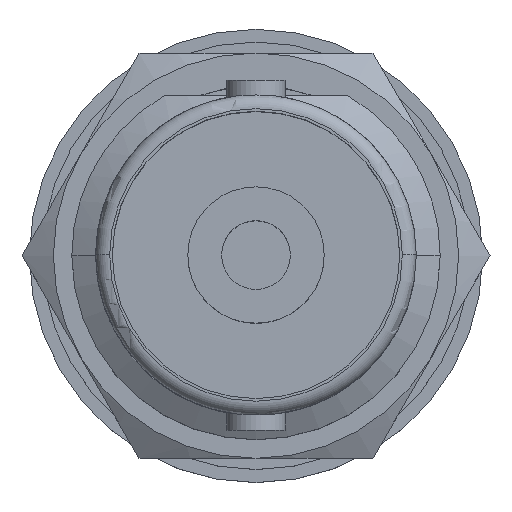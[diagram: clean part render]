
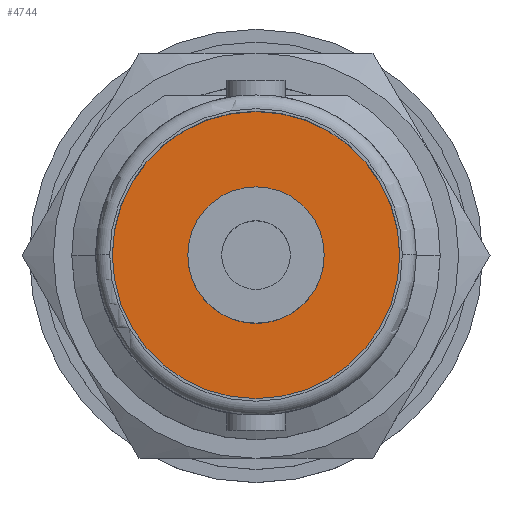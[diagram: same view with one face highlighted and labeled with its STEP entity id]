
A CAD part, top view. The second image highlights one B-rep face of the part: STEP entity #4744.
In plain terms, the highlighted planar face has unit normal (0, 0, 1).
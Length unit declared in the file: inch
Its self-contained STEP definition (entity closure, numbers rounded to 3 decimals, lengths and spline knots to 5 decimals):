
#280 = DIRECTION ( 'NONE',  ( 0., 0., -1. ) ) ;
#463 = AXIS2_PLACEMENT_3D ( 'NONE', #4695, #280, #7538 ) ;
#468 = DIRECTION ( 'NONE',  ( 0., 0., 1. ) ) ;
#600 = CARTESIAN_POINT ( 'NONE',  ( -0.195, 0., 0.33 ) ) ;
#726 = CARTESIAN_POINT ( 'NONE',  ( 0.195, 0., 0.33 ) ) ;
#1651 = DIRECTION ( 'NONE',  ( 1., 0., 0. ) ) ;
#1734 = CIRCLE ( 'NONE', #5779, 0.195 ) ;
#1902 = ORIENTED_EDGE ( 'NONE', *, *, #4910, .T. ) ;
#2640 = CIRCLE ( 'NONE', #5019, 0.195 ) ;
#2644 = CARTESIAN_POINT ( 'NONE',  ( 0., 0., 0.33 ) ) ;
#3007 = DIRECTION ( 'NONE',  ( 0., 0., 1. ) ) ;
#3199 = AXIS2_PLACEMENT_3D ( 'NONE', #4425, #7364, #5877 ) ;
#3324 = CARTESIAN_POINT ( 'NONE',  ( -0.0925, 0., 0.33 ) ) ;
#3538 = EDGE_LOOP ( 'NONE', ( #1902, #5472 ) ) ;
#3823 = ORIENTED_EDGE ( 'NONE', *, *, #7343, .T. ) ;
#4376 = DIRECTION ( 'NONE',  ( 0., 0., 1. ) ) ;
#4425 = CARTESIAN_POINT ( 'NONE',  ( 0., 0., 0.33 ) ) ;
#4695 = CARTESIAN_POINT ( 'NONE',  ( 0., 0., 0.33 ) ) ;
#4744 = ADVANCED_FACE ( 'NONE', ( #6546, #6454 ), #5158, .T. ) ;
#4910 = EDGE_CURVE ( 'NONE', #7091, #7298, #8232, .T. ) ;
#5005 = CIRCLE ( 'NONE', #3199, 0.0925 ) ;
#5019 = AXIS2_PLACEMENT_3D ( 'NONE', #5221, #4376, #1651 ) ;
#5158 = PLANE ( 'NONE',  #6434 ) ;
#5221 = CARTESIAN_POINT ( 'NONE',  ( 0., 0., 0.33 ) ) ;
#5472 = ORIENTED_EDGE ( 'NONE', *, *, #5657, .T. ) ;
#5657 = EDGE_CURVE ( 'NONE', #7298, #7091, #5005, .T. ) ;
#5779 = AXIS2_PLACEMENT_3D ( 'NONE', #2644, #468, #6228 ) ;
#5877 = DIRECTION ( 'NONE',  ( -1., 0., 0. ) ) ;
#5983 = VERTEX_POINT ( 'NONE', #726 ) ;
#6228 = DIRECTION ( 'NONE',  ( 1., 0., 0. ) ) ;
#6434 = AXIS2_PLACEMENT_3D ( 'NONE', #8658, #3007, #7913 ) ;
#6454 = FACE_OUTER_BOUND ( 'NONE', #8686, .T. ) ;
#6546 = FACE_BOUND ( 'NONE', #3538, .T. ) ;
#6855 = ORIENTED_EDGE ( 'NONE', *, *, #7814, .T. ) ;
#6861 = VERTEX_POINT ( 'NONE', #600 ) ;
#7091 = VERTEX_POINT ( 'NONE', #3324 ) ;
#7298 = VERTEX_POINT ( 'NONE', #8680 ) ;
#7343 = EDGE_CURVE ( 'NONE', #5983, #6861, #2640, .T. ) ;
#7364 = DIRECTION ( 'NONE',  ( 0., 0., -1. ) ) ;
#7538 = DIRECTION ( 'NONE',  ( -1., 0., 0. ) ) ;
#7814 = EDGE_CURVE ( 'NONE', #6861, #5983, #1734, .T. ) ;
#7913 = DIRECTION ( 'NONE',  ( 1., 0., 0. ) ) ;
#8232 = CIRCLE ( 'NONE', #463, 0.0925 ) ;
#8658 = CARTESIAN_POINT ( 'NONE',  ( 0., 0., 0.33 ) ) ;
#8680 = CARTESIAN_POINT ( 'NONE',  ( 0.0925, 0., 0.33 ) ) ;
#8686 = EDGE_LOOP ( 'NONE', ( #6855, #3823 ) ) ;
